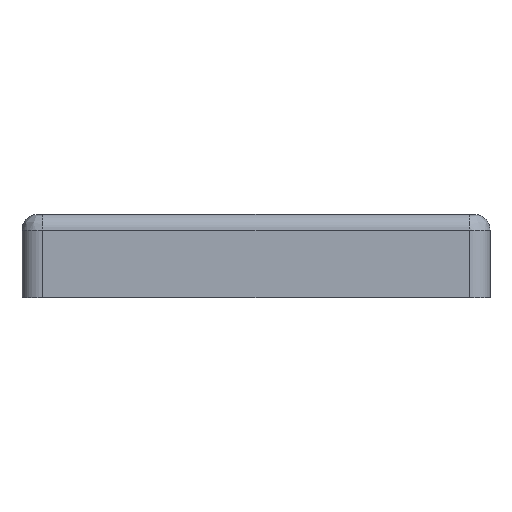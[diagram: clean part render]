
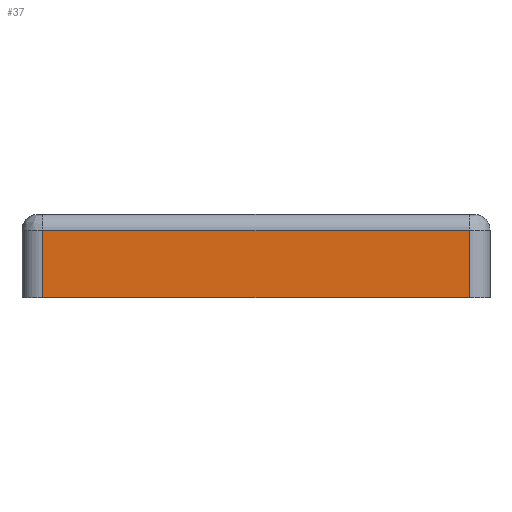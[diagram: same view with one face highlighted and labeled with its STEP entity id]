
A CAD part, front view. The second image highlights one B-rep face of the part: STEP entity #37.
In plain terms, the highlighted planar face has unit normal (0, -1, 0).
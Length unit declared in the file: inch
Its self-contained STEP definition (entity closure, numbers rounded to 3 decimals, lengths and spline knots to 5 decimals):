
#37 = ADVANCED_FACE ( 'NONE', ( #4323 ), #6530, .F. ) ;
#146 = CARTESIAN_POINT ( 'NONE',  ( -1.77165, -1.77165, 0.51181 ) ) ;
#296 = DIRECTION ( 'NONE',  ( 0., 0., -1. ) ) ;
#907 = ORIENTED_EDGE ( 'NONE', *, *, #3211, .F. ) ;
#1207 = CARTESIAN_POINT ( 'NONE',  ( 1.61417, -1.77165, 0.62992 ) ) ;
#1469 = LINE ( 'NONE', #1207, #3458 ) ;
#1537 = VERTEX_POINT ( 'NONE', #10401 ) ;
#1541 = CARTESIAN_POINT ( 'NONE',  ( -1.61417, -1.77165, 0.62992 ) ) ;
#1999 = LINE ( 'NONE', #1541, #8409 ) ;
#2368 = VERTEX_POINT ( 'NONE', #7238 ) ;
#2769 = CARTESIAN_POINT ( 'NONE',  ( -1.61417, -1.77165, 0. ) ) ;
#3211 = EDGE_CURVE ( 'NONE', #3437, #1537, #1469, .T. ) ;
#3301 = ORIENTED_EDGE ( 'NONE', *, *, #6666, .F. ) ;
#3437 = VERTEX_POINT ( 'NONE', #8232 ) ;
#3458 = VECTOR ( 'NONE', #296, 39.37008 ) ;
#4233 = AXIS2_PLACEMENT_3D ( 'NONE', #6042, #5884, #5686 ) ;
#4323 = FACE_OUTER_BOUND ( 'NONE', #4879, .T. ) ;
#4879 = EDGE_LOOP ( 'NONE', ( #9783, #5695, #3301, #907 ) ) ;
#5246 = DIRECTION ( 'NONE',  ( 1., 0., 0. ) ) ;
#5423 = LINE ( 'NONE', #146, #7349 ) ;
#5447 = EDGE_CURVE ( 'NONE', #2368, #3437, #5423, .T. ) ;
#5686 = DIRECTION ( 'NONE',  ( 0., 0., 1. ) ) ;
#5695 = ORIENTED_EDGE ( 'NONE', *, *, #9731, .F. ) ;
#5866 = DIRECTION ( 'NONE',  ( -1., 0., 0. ) ) ;
#5884 = DIRECTION ( 'NONE',  ( 0., 1., 0. ) ) ;
#6042 = CARTESIAN_POINT ( 'NONE',  ( -1.77165, -1.77165, 0.62992 ) ) ;
#6433 = LINE ( 'NONE', #6742, #8354 ) ;
#6530 = PLANE ( 'NONE',  #4233 ) ;
#6666 = EDGE_CURVE ( 'NONE', #1537, #8296, #6433, .T. ) ;
#6742 = CARTESIAN_POINT ( 'NONE',  ( -1.77165, -1.77165, 0. ) ) ;
#7238 = CARTESIAN_POINT ( 'NONE',  ( -1.61417, -1.77165, 0.51181 ) ) ;
#7349 = VECTOR ( 'NONE', #5246, 39.37008 ) ;
#8232 = CARTESIAN_POINT ( 'NONE',  ( 1.61417, -1.77165, 0.51181 ) ) ;
#8247 = DIRECTION ( 'NONE',  ( 0., 0., 1. ) ) ;
#8296 = VERTEX_POINT ( 'NONE', #2769 ) ;
#8354 = VECTOR ( 'NONE', #5866, 39.37008 ) ;
#8409 = VECTOR ( 'NONE', #8247, 39.37008 ) ;
#9731 = EDGE_CURVE ( 'NONE', #8296, #2368, #1999, .T. ) ;
#9783 = ORIENTED_EDGE ( 'NONE', *, *, #5447, .F. ) ;
#10401 = CARTESIAN_POINT ( 'NONE',  ( 1.61417, -1.77165, 0. ) ) ;
